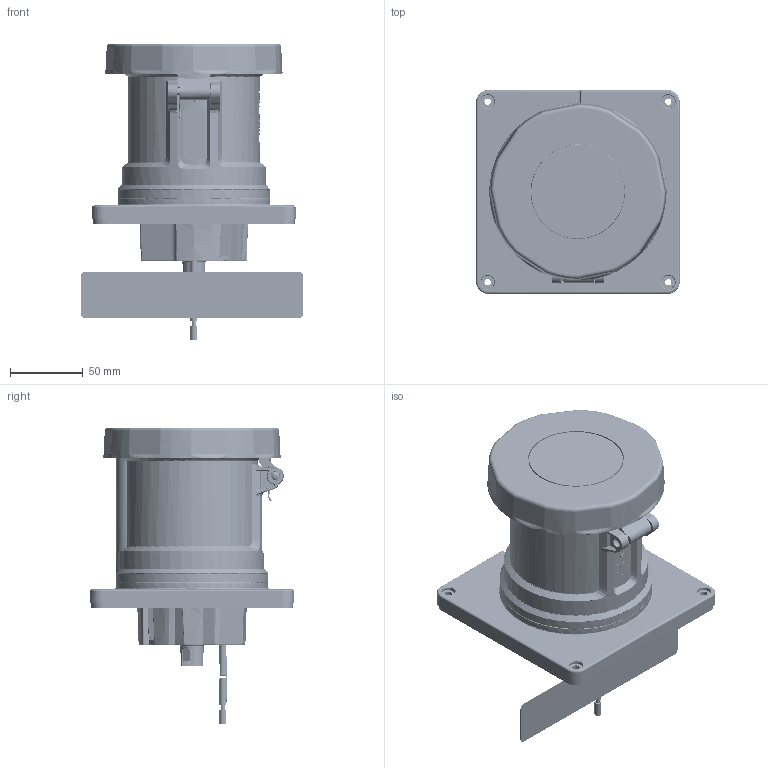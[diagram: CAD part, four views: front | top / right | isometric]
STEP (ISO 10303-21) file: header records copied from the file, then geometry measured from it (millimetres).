
FILE_DESCRIPTION (( 'STEP AP214' ), '1' );
FILE_NAME ('ORC4883-M01.STEP', '2024-06-03T18:13:43', ( '' ), ( '' ), 'SwSTEP 2.0', 'SolidWorks 2020', '' );
FILE_SCHEMA (( 'AUTOMOTIVE_DESIGN' ));
Length unit declared in the file: inch
Products named in the file (1): ORC4883-M01
Bounding box: 152.4 x 139.7 x 203.65 mm (x, y, z)
Volume: 1340293.9 mm3; surface area: 421207.3 mm2
Topology: 36 solids, 37 shells, 7327 faces, 19064 edges, 11519 vertices
Faces by surface type: plane 2264, bspline 1965, cylinder 1751, torus 624, sphere 370, cone 353
Full cylindrical faces by diameter (mm): 1.092 x2, 2.261 x1, 2.286 x4, 2.362 x1, 2.539 x2, 3.175 x2, 3.302 x3, 3.969 x1, 3.988 x1, 4.318 x4, 4.775 x3, 5.334 x8, 5.461 x1, 5.563 x1, 9.921 x12, 10.084 x6, 11.1 x3, 11.354 x3, 12.09 x2, 12.54 x3, 13.106 x1, 14.54 x1, 66.094 x1, 83.652 x1, 87.884 x1, 92.075 x3, 101.6 x1
Entity records: 427330 total; most frequent: CARTESIAN_POINT 177261, ORIENTED_EDGE 36802, DIRECTION 25936, EDGE_CURVE 18401, VERTEX_POINT 11366, AXIS2_PLACEMENT_3D 9887, EDGE_LOOP 7917, FACE_OUTER_BOUND 7439
